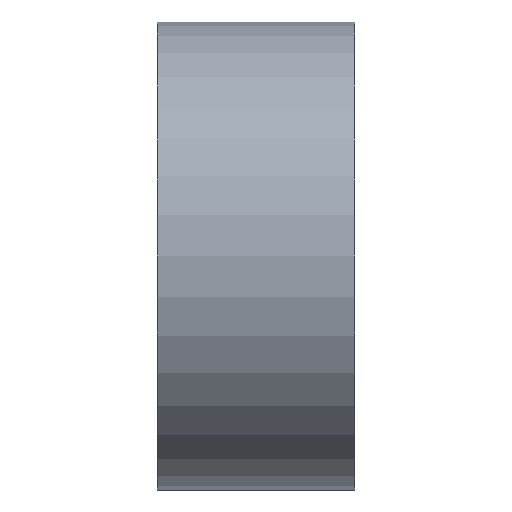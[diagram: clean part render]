
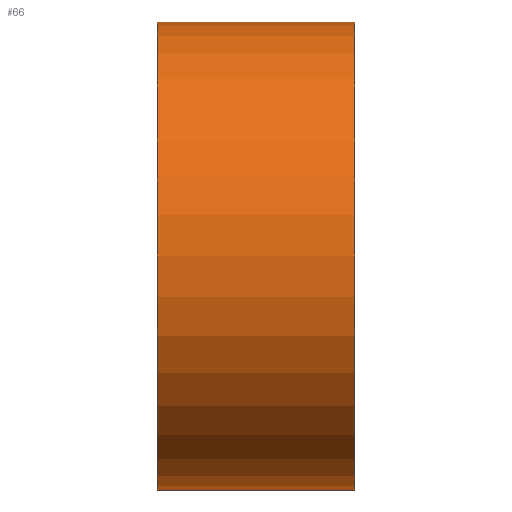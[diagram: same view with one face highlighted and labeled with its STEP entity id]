
A CAD part, front view. The second image highlights one B-rep face of the part: STEP entity #66.
In plain terms, the highlighted cylindrical face has radius 10.65 mm (diameter 21.3 mm), a full revolution.
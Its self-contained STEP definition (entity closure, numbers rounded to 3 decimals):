
#16=LINE('',#127,#18);
#18=VECTOR('',#111,10.65);
#20=CYLINDRICAL_SURFACE('',#89,10.65);
#26=FACE_OUTER_BOUND('',#32,.T.);
#32=EDGE_LOOP('',(#55,#56,#57,#58));
#33=CIRCLE('',#82,10.65);
#36=CIRCLE('',#87,10.65);
#37=VERTEX_POINT('',#114);
#40=VERTEX_POINT('',#122);
#41=EDGE_CURVE('',#37,#37,#33,.T.);
#44=EDGE_CURVE('',#40,#40,#36,.T.);
#46=EDGE_CURVE('',#37,#40,#16,.T.);
#55=ORIENTED_EDGE('',*,*,#41,.T.);
#56=ORIENTED_EDGE('',*,*,#46,.T.);
#57=ORIENTED_EDGE('',*,*,#44,.F.);
#58=ORIENTED_EDGE('',*,*,#46,.F.);
#66=ADVANCED_FACE('',(#26),#20,.T.);
#82=AXIS2_PLACEMENT_3D('',#115,#94,#95);
#87=AXIS2_PLACEMENT_3D('',#123,#104,#105);
#89=AXIS2_PLACEMENT_3D('',#126,#109,#110);
#94=DIRECTION('center_axis',(1.,0.,0.));
#95=DIRECTION('ref_axis',(0.,1.,0.));
#104=DIRECTION('center_axis',(1.,0.,0.));
#105=DIRECTION('ref_axis',(0.,1.,0.));
#109=DIRECTION('center_axis',(-1.,0.,0.));
#110=DIRECTION('ref_axis',(0.,1.,0.));
#111=DIRECTION('',(1.,0.,0.));
#114=CARTESIAN_POINT('',(50.5,-10.65,-11.5));
#115=CARTESIAN_POINT('Origin',(50.5,0.,-11.5));
#122=CARTESIAN_POINT('',(59.5,-10.65,-11.5));
#123=CARTESIAN_POINT('Origin',(59.5,0.,-11.5));
#126=CARTESIAN_POINT('Origin',(57.5,0.,-11.5));
#127=CARTESIAN_POINT('',(57.5,-10.65,-11.5));
